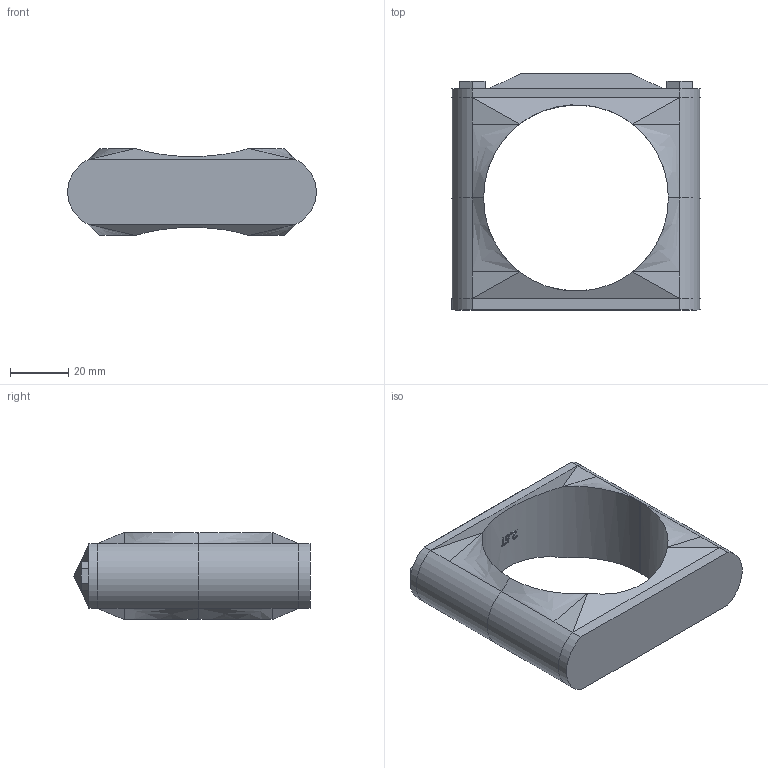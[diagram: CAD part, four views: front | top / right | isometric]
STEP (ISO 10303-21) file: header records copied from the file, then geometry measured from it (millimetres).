
FILE_DESCRIPTION (( 'STEP AP214' ), '1' );
FILE_NAME ('CSDW2.5TXXXSA.STEP', '2019-02-15T16:03:32', ( '' ), ( '' ), 'SwSTEP 2.0', 'SolidWorks 2013', '' );
FILE_SCHEMA (( 'AUTOMOTIVE_DESIGN' ));
Length unit declared in the file: millimetre
Products named in the file (1): CSDW2.5TXXXSA
Bounding box: 85.25 x 81.08 x 29.84 mm (x, y, z)
Surface area: 18603.3 mm2 (no closed solid volume)
Topology: 0 solids, 4 shells, 124 faces, 373 edges, 246 vertices
Faces by surface type: plane 65, bspline 41, cylinder 18
Entity records: 10119 total; most frequent: CARTESIAN_POINT 5859, ORIENTED_EDGE 650, DIRECTION 425, EDGE_CURVE 373, VERTEX_POINT 246, B_SPLINE_CURVE_WITH_KNOTS 168, LINE 145, VECTOR 145
